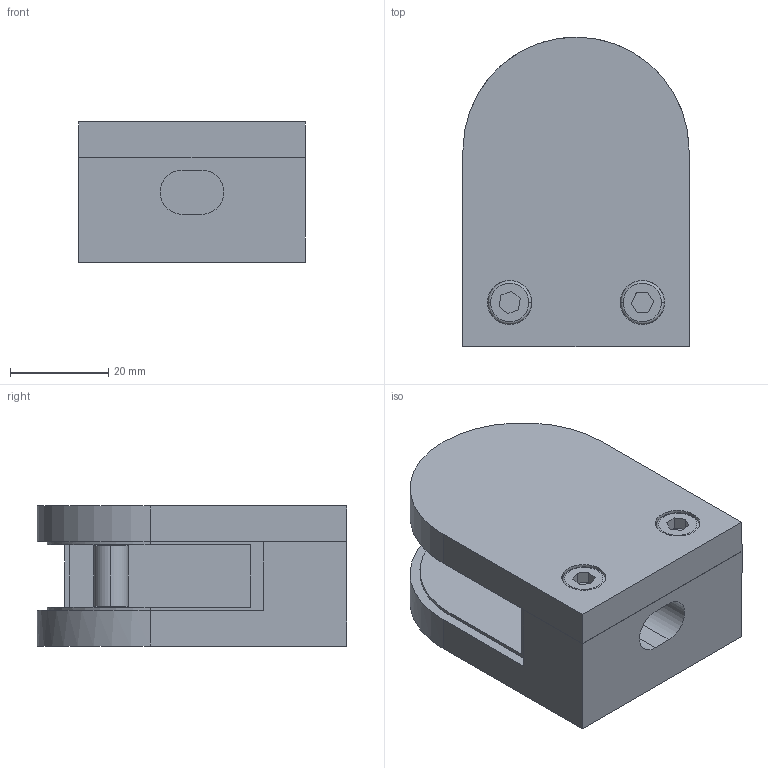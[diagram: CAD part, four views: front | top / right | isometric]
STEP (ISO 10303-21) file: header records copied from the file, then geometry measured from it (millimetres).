
FILE_DESCRIPTION (( 'STEP AP203' ), '1' );
FILE_NAME ('3D_GG4304_Flach x12.76_188758670.STEP', '2024-10-30T14:54:27', ( '' ), ( '' ), 'SwSTEP 2.0', 'SolidWorks 2023', '' );
FILE_SCHEMA (( 'CONFIG_CONTROL_DESIGN' ));
Length unit declared in the file: millimetre
Products named in the file (1): 3D_GG4304_Flach x12.76_188758670
Bounding box: 46 x 63 x 28.5 mm (x, y, z)
Volume: 55971.5 mm3; surface area: 18999.1 mm2
Topology: 3 solids, 3 shells, 88 faces, 200 edges, 130 vertices
Faces by surface type: plane 49, cylinder 31, torus 4, cone 4
Entity records: 2566 total; most frequent: DIRECTION 455, CARTESIAN_POINT 419, ORIENTED_EDGE 400, EDGE_CURVE 200, AXIS2_PLACEMENT_3D 166, VERTEX_POINT 130, LINE 123, VECTOR 123
